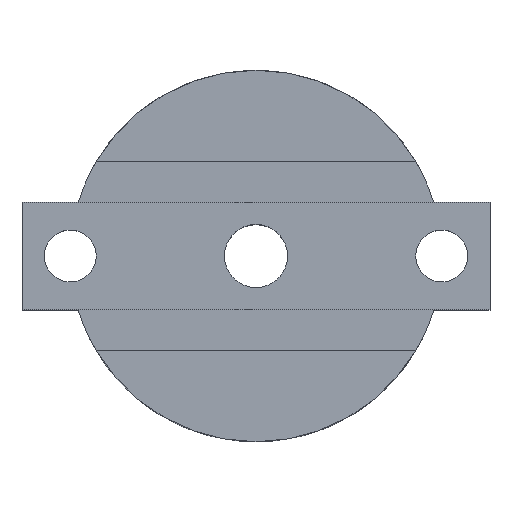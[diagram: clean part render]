
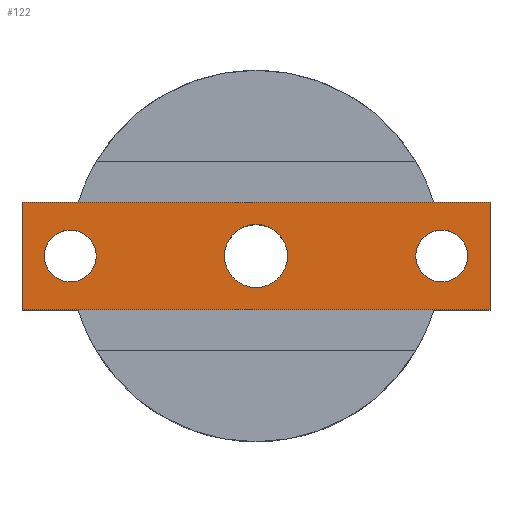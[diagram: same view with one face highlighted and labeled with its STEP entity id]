
A CAD part, top view. The second image highlights one B-rep face of the part: STEP entity #122.
In plain terms, the highlighted planar face has unit normal (0, 0, 1).
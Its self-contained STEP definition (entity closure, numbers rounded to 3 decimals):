
#1 = AXIS2_PLACEMENT_3D ( 'NONE', #714, #747, #745 ) ;
#26 = CARTESIAN_POINT ( 'NONE',  ( 0., -2.9, 6.2 ) ) ;
#30 = VERTEX_POINT ( 'NONE', #664 ) ;
#32 = CARTESIAN_POINT ( 'NONE',  ( 8.6, 0., 6.2 ) ) ;
#33 = DIRECTION ( 'NONE',  ( 1., 0., 0. ) ) ;
#37 = CARTESIAN_POINT ( 'NONE',  ( 12.6, 2.9, 6.2 ) ) ;
#38 = DIRECTION ( 'NONE',  ( 0., 1., 0. ) ) ;
#39 = VERTEX_POINT ( 'NONE', #763 ) ;
#48 = CARTESIAN_POINT ( 'NONE',  ( 0., 0., 6.2 ) ) ;
#49 = DIRECTION ( 'NONE',  ( 0., 0., 1. ) ) ;
#51 = DIRECTION ( 'NONE',  ( 1., 0., 0. ) ) ;
#69 = DIRECTION ( 'NONE',  ( 0., -1., 0. ) ) ;
#75 = CARTESIAN_POINT ( 'NONE',  ( -12.6, 2.9, 6.2 ) ) ;
#104 = CARTESIAN_POINT ( 'NONE',  ( -10., 0., 6.2 ) ) ;
#106 = DIRECTION ( 'NONE',  ( 0., 0., 1. ) ) ;
#108 = DIRECTION ( 'NONE',  ( 1., 0., 0. ) ) ;
#122 = ADVANCED_FACE ( 'NONE', ( #418, #419, #416, #420 ), #755, .T. ) ;
#124 = CARTESIAN_POINT ( 'NONE',  ( 11.4, 0., 6.2 ) ) ;
#135 = CARTESIAN_POINT ( 'NONE',  ( 0., 2.9, 6.2 ) ) ;
#136 = DIRECTION ( 'NONE',  ( -1., 0., 0. ) ) ;
#156 = CARTESIAN_POINT ( 'NONE',  ( 10., 0., 6.2 ) ) ;
#157 = DIRECTION ( 'NONE',  ( 0., 0., 1. ) ) ;
#159 = DIRECTION ( 'NONE',  ( 1., 0., 0. ) ) ;
#176 = CARTESIAN_POINT ( 'NONE',  ( -11.4, 0., 6.2 ) ) ;
#191 = CIRCLE ( 'NONE', #687, 1.4 ) ;
#195 = VECTOR ( 'NONE', #136, 1000. ) ;
#199 = LINE ( 'NONE', #135, #195 ) ;
#227 = EDGE_CURVE ( 'NONE', #272, #426, #635, .T. ) ;
#230 = CIRCLE ( 'NONE', #703, 1.4 ) ;
#242 = EDGE_CURVE ( 'NONE', #338, #450, #501, .T. ) ;
#258 = VECTOR ( 'NONE', #38, 1000. ) ;
#260 = VECTOR ( 'NONE', #33, 1000. ) ;
#261 = LINE ( 'NONE', #37, #258 ) ;
#262 = LINE ( 'NONE', #26, #260 ) ;
#271 = VERTEX_POINT ( 'NONE', #467 ) ;
#272 = VERTEX_POINT ( 'NONE', #524 ) ;
#276 = LINE ( 'NONE', #75, #290 ) ;
#281 = CIRCLE ( 'NONE', #746, 1.7 ) ;
#289 = CIRCLE ( 'NONE', #766, 1.4 ) ;
#290 = VECTOR ( 'NONE', #69, 1000. ) ;
#292 = CARTESIAN_POINT ( 'NONE',  ( -1.7, 0., 6.2 ) ) ;
#321 = ORIENTED_EDGE ( 'NONE', *, *, #559, .T. ) ;
#322 = ORIENTED_EDGE ( 'NONE', *, *, #684, .T. ) ;
#326 = ORIENTED_EDGE ( 'NONE', *, *, #565, .T. ) ;
#337 = EDGE_LOOP ( 'NONE', ( #608, #586 ) ) ;
#338 = VERTEX_POINT ( 'NONE', #549 ) ;
#342 = EDGE_LOOP ( 'NONE', ( #611, #356 ) ) ;
#356 = ORIENTED_EDGE ( 'NONE', *, *, #570, .F. ) ;
#365 = ORIENTED_EDGE ( 'NONE', *, *, #414, .T. ) ;
#367 = EDGE_CURVE ( 'NONE', #662, #457, #289, .T. ) ;
#376 = VERTEX_POINT ( 'NONE', #557 ) ;
#414 = EDGE_CURVE ( 'NONE', #39, #271, #276, .T. ) ;
#416 = FACE_BOUND ( 'NONE', #342, .T. ) ;
#418 = FACE_BOUND ( 'NONE', #602, .T. ) ;
#419 = FACE_BOUND ( 'NONE', #337, .T. ) ;
#420 = FACE_OUTER_BOUND ( 'NONE', #437, .T. ) ;
#426 = VERTEX_POINT ( 'NONE', #176 ) ;
#437 = EDGE_LOOP ( 'NONE', ( #365, #321, #326, #322 ) ) ;
#450 = VERTEX_POINT ( 'NONE', #292 ) ;
#457 = VERTEX_POINT ( 'NONE', #32 ) ;
#467 = CARTESIAN_POINT ( 'NONE',  ( -12.6, -2.9, 6.2 ) ) ;
#501 = CIRCLE ( 'NONE', #777, 1.7 ) ;
#524 = CARTESIAN_POINT ( 'NONE',  ( -8.6, 0., 6.2 ) ) ;
#541 = DIRECTION ( 'NONE',  ( 0., 0., 1. ) ) ;
#543 = CARTESIAN_POINT ( 'NONE',  ( 0., 0., 6.2 ) ) ;
#546 = DIRECTION ( 'NONE',  ( 1., 0., 0. ) ) ;
#547 = ORIENTED_EDGE ( 'NONE', *, *, #633, .F. ) ;
#549 = CARTESIAN_POINT ( 'NONE',  ( 1.7, 0., 6.2 ) ) ;
#557 = CARTESIAN_POINT ( 'NONE',  ( 12.6, -2.9, 6.2 ) ) ;
#559 = EDGE_CURVE ( 'NONE', #271, #376, #262, .T. ) ;
#560 = DIRECTION ( 'NONE',  ( 1., 0., 0. ) ) ;
#562 = DIRECTION ( 'NONE',  ( 0., 0., 1. ) ) ;
#563 = CARTESIAN_POINT ( 'NONE',  ( 10., 0., 6.2 ) ) ;
#565 = EDGE_CURVE ( 'NONE', #376, #30, #261, .T. ) ;
#570 = EDGE_CURVE ( 'NONE', #450, #338, #281, .T. ) ;
#579 = DIRECTION ( 'NONE',  ( 0., 0., 1. ) ) ;
#585 = CARTESIAN_POINT ( 'NONE',  ( -10., 0., 6.2 ) ) ;
#586 = ORIENTED_EDGE ( 'NONE', *, *, #698, .F. ) ;
#602 = EDGE_LOOP ( 'NONE', ( #722, #547 ) ) ;
#608 = ORIENTED_EDGE ( 'NONE', *, *, #367, .F. ) ;
#611 = ORIENTED_EDGE ( 'NONE', *, *, #242, .F. ) ;
#629 = DIRECTION ( 'NONE',  ( 1., 0., 0. ) ) ;
#633 = EDGE_CURVE ( 'NONE', #426, #272, #230, .T. ) ;
#635 = CIRCLE ( 'NONE', #790, 1.4 ) ;
#662 = VERTEX_POINT ( 'NONE', #124 ) ;
#664 = CARTESIAN_POINT ( 'NONE',  ( 12.6, 2.9, 6.2 ) ) ;
#684 = EDGE_CURVE ( 'NONE', #30, #39, #199, .T. ) ;
#687 = AXIS2_PLACEMENT_3D ( 'NONE', #156, #157, #159 ) ;
#698 = EDGE_CURVE ( 'NONE', #457, #662, #191, .T. ) ;
#703 = AXIS2_PLACEMENT_3D ( 'NONE', #104, #106, #108 ) ;
#714 = CARTESIAN_POINT ( 'NONE',  ( 0., 0., 6.2 ) ) ;
#722 = ORIENTED_EDGE ( 'NONE', *, *, #227, .F. ) ;
#745 = DIRECTION ( 'NONE',  ( 1., 0., 0. ) ) ;
#746 = AXIS2_PLACEMENT_3D ( 'NONE', #48, #49, #51 ) ;
#747 = DIRECTION ( 'NONE',  ( 0., 0., 1. ) ) ;
#755 = PLANE ( 'NONE',  #1 ) ;
#763 = CARTESIAN_POINT ( 'NONE',  ( -12.6, 2.9, 6.2 ) ) ;
#766 = AXIS2_PLACEMENT_3D ( 'NONE', #563, #562, #560 ) ;
#777 = AXIS2_PLACEMENT_3D ( 'NONE', #543, #541, #546 ) ;
#790 = AXIS2_PLACEMENT_3D ( 'NONE', #585, #579, #629 ) ;
